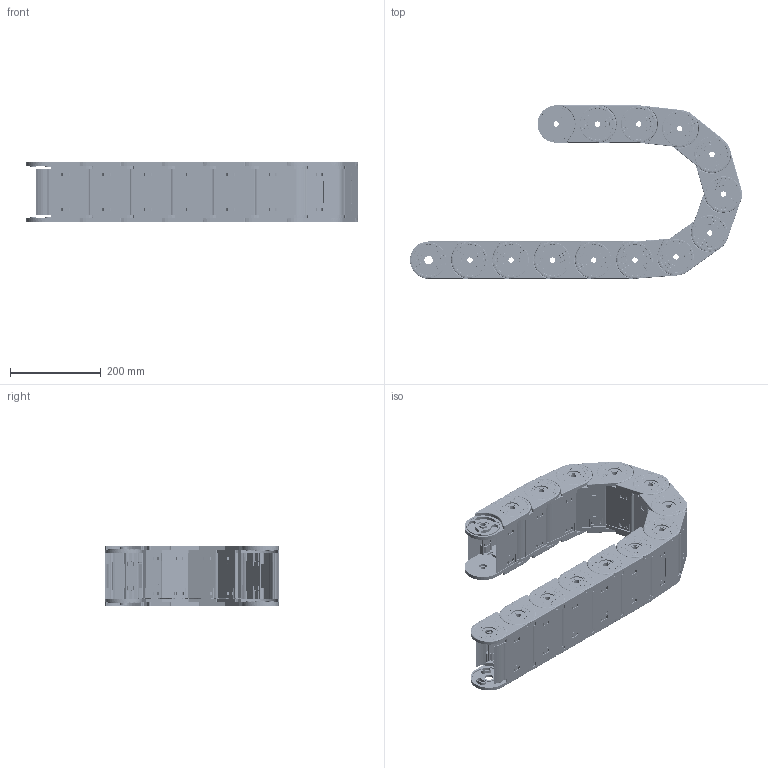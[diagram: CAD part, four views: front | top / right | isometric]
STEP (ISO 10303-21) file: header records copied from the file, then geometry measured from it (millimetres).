
FILE_DESCRIPTION (( 'STEP AP214' ), '1' );
FILE_NAME ('CK60-K100-R150.STEP', '2019-09-06T11:40:46', ( '' ), ( '' ), 'SwSTEP 2.0', 'SolidWorks 2017', '' );
FILE_SCHEMA (( 'AUTOMOTIVE_DESIGN' ));
Length unit declared in the file: millimetre
Products named in the file (2): CK60-K100; CK60-K100-R150
Assembly tree (13 placements, depth 2):
  CK60-K100-R150
    CK60-K100  x13
Bounding box: 731.96 x 382.41 x 133.06 mm (x, y, z)
Volume: 3180973.6 mm3; surface area: 1920505.5 mm2
Topology: 65 solids, 65 shells, 11544 faces, 30719 edges, 20176 vertices
Faces by surface type: plane 5148, cylinder 3640, bspline 2470, torus 260, cone 26
Entity records: 37131 total; most frequent: CARTESIAN_POINT 16410, ORIENTED_EDGE 4718, DIRECTION 3746, EDGE_CURVE 2359, VERTEX_POINT 1552, VECTOR 1314, LINE 1314, AXIS2_PLACEMENT_3D 1216
